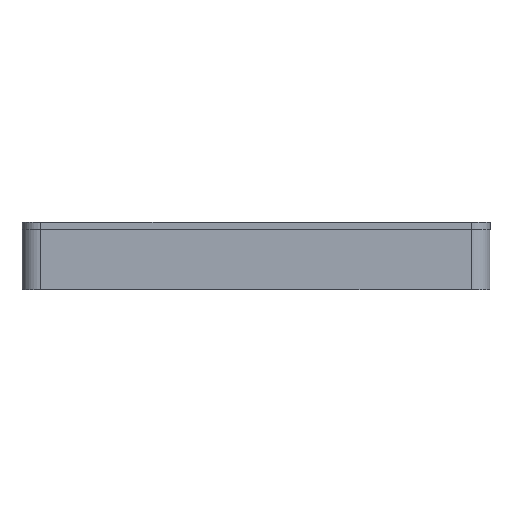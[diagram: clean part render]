
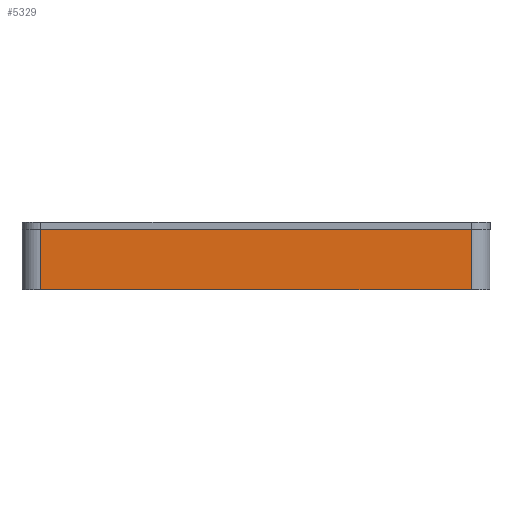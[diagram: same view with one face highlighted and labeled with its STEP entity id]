
A CAD part, front view. The second image highlights one B-rep face of the part: STEP entity #5329.
In plain terms, the highlighted planar face has unit normal (0, -1, 0).
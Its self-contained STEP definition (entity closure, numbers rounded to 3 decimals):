
#415=PLANE('',#5764);
#555=FACE_OUTER_BOUND('',#854,.T.);
#854=EDGE_LOOP('',(#4234,#4235,#4236,#4237));
#1430=LINE('',#8506,#1809);
#1441=LINE('',#8540,#1820);
#1442=LINE('',#8543,#1821);
#1443=LINE('',#8544,#1822);
#1809=VECTOR('',#6840,10.);
#1820=VECTOR('',#6869,10.);
#1821=VECTOR('',#6872,10.);
#1822=VECTOR('',#6873,10.);
#2553=VERTEX_POINT('',#8503);
#2554=VERTEX_POINT('',#8505);
#2568=VERTEX_POINT('',#8538);
#2569=VERTEX_POINT('',#8542);
#3152=EDGE_CURVE('',#2553,#2554,#1430,.T.);
#3170=EDGE_CURVE('',#2568,#2553,#1441,.T.);
#3171=EDGE_CURVE('',#2569,#2568,#1442,.T.);
#3172=EDGE_CURVE('',#2554,#2569,#1443,.T.);
#4234=ORIENTED_EDGE('',*,*,#3170,.F.);
#4235=ORIENTED_EDGE('',*,*,#3171,.F.);
#4236=ORIENTED_EDGE('',*,*,#3172,.F.);
#4237=ORIENTED_EDGE('',*,*,#3152,.F.);
#5329=ADVANCED_FACE('',(#555),#415,.T.);
#5764=AXIS2_PLACEMENT_3D('',#8541,#6870,#6871);
#6840=DIRECTION('',(1.,0.,0.));
#6869=DIRECTION('',(0.,0.,1.));
#6870=DIRECTION('center_axis',(0.,-1.,0.));
#6871=DIRECTION('ref_axis',(1.,0.,0.));
#6872=DIRECTION('',(-1.,0.,0.));
#6873=DIRECTION('',(0.,0.,-1.));
#8503=CARTESIAN_POINT('',(-45.5,-45.7,13.));
#8505=CARTESIAN_POINT('',(46.5,-45.7,13.));
#8506=CARTESIAN_POINT('',(50.5,-45.7,13.));
#8538=CARTESIAN_POINT('',(-45.5,-45.7,0.));
#8540=CARTESIAN_POINT('',(-45.5,-45.7,0.));
#8541=CARTESIAN_POINT('Origin',(-49.5,-45.7,0.));
#8542=CARTESIAN_POINT('',(46.5,-45.7,0.));
#8543=CARTESIAN_POINT('',(50.5,-45.7,0.));
#8544=CARTESIAN_POINT('',(46.5,-45.7,0.));
